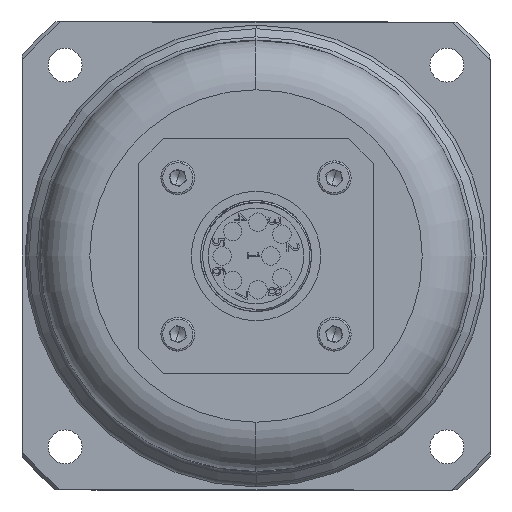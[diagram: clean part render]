
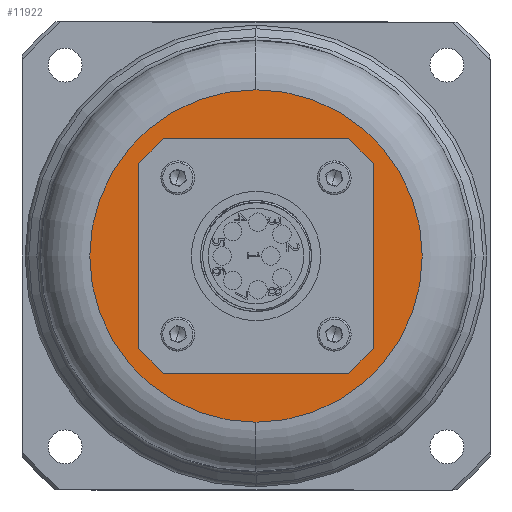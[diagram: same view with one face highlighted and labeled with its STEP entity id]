
A CAD part, left-side view. The second image highlights one B-rep face of the part: STEP entity #11922.
In plain terms, the highlighted planar face has unit normal (-1, 0, 0).
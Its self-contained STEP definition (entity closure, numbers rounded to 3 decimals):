
#2301 = EDGE_LOOP ( 'NONE', ( #25324, #9535 ) ) ;
#3074 = CARTESIAN_POINT ( 'NONE',  ( -139., 0., 0. ) ) ;
#3740 = AXIS2_PLACEMENT_3D ( 'NONE', #17101, #4307, #34203 ) ;
#4307 = DIRECTION ( 'NONE',  ( -1., 0., 0. ) ) ;
#4798 = EDGE_CURVE ( 'NONE', #17230, #42127, #46653, .T. ) ;
#5400 = CIRCLE ( 'NONE', #48854, 2.1 ) ;
#6161 = CARTESIAN_POINT ( 'NONE',  ( -139., -12.7, -14.8 ) ) ;
#6648 = CIRCLE ( 'NONE', #51330, 8.505 ) ;
#7776 = ORIENTED_EDGE ( 'NONE', *, *, #28166, .F. ) ;
#9160 = VERTEX_POINT ( 'NONE', #24501 ) ;
#9535 = ORIENTED_EDGE ( 'NONE', *, *, #11610, .T. ) ;
#10048 = DIRECTION ( 'NONE',  ( 0., 0., 1. ) ) ;
#10669 = DIRECTION ( 'NONE',  ( 0., 0., 1. ) ) ;
#11610 = EDGE_CURVE ( 'NONE', #72351, #31522, #43648, .T. ) ;
#11922 = ADVANCED_FACE ( 'NONE', ( #51422, #33876, #15256, #15638, #74424, #21071 ), #58037, .T. ) ;
#13599 = CARTESIAN_POINT ( 'NONE',  ( -139., 12.7, -14.8 ) ) ;
#13718 = VERTEX_POINT ( 'NONE', #70434 ) ;
#13920 = DIRECTION ( 'NONE',  ( 1., 0., 0. ) ) ;
#14293 = DIRECTION ( 'NONE',  ( 0., 0., 1. ) ) ;
#14469 = DIRECTION ( 'NONE',  ( 0., 0., 1. ) ) ;
#14706 = EDGE_CURVE ( 'NONE', #56641, #18232, #64772, .T. ) ;
#14880 = DIRECTION ( 'NONE',  ( 0., 0., 1. ) ) ;
#15256 = FACE_BOUND ( 'NONE', #16963, .T. ) ;
#15594 = DIRECTION ( 'NONE',  ( -1., 0., 0. ) ) ;
#15638 = FACE_BOUND ( 'NONE', #62951, .T. ) ;
#15727 = CARTESIAN_POINT ( 'NONE',  ( -139., 0., 0. ) ) ;
#16327 = DIRECTION ( 'NONE',  ( 0., 0., 1. ) ) ;
#16519 = ORIENTED_EDGE ( 'NONE', *, *, #54425, .F. ) ;
#16731 = DIRECTION ( 'NONE',  ( -1., 0., 0. ) ) ;
#16963 = EDGE_LOOP ( 'NONE', ( #16519, #49019 ) ) ;
#17101 = CARTESIAN_POINT ( 'NONE',  ( -139., -12.7, -12.7 ) ) ;
#17188 = EDGE_LOOP ( 'NONE', ( #56913, #37404 ) ) ;
#17230 = VERTEX_POINT ( 'NONE', #50816 ) ;
#18232 = VERTEX_POINT ( 'NONE', #6161 ) ;
#18333 = VERTEX_POINT ( 'NONE', #55044 ) ;
#19534 = AXIS2_PLACEMENT_3D ( 'NONE', #62120, #31771, #14293 ) ;
#19987 = EDGE_CURVE ( 'NONE', #18232, #56641, #37254, .T. ) ;
#20066 = DIRECTION ( 'NONE',  ( 0., 0., -1. ) ) ;
#20178 = EDGE_LOOP ( 'NONE', ( #61345, #64100 ) ) ;
#20365 = CARTESIAN_POINT ( 'NONE',  ( -139., -12.7, -10.6 ) ) ;
#20939 = DIRECTION ( 'NONE',  ( -1., 0., 0. ) ) ;
#21071 = FACE_OUTER_BOUND ( 'NONE', #17188, .T. ) ;
#21958 = EDGE_CURVE ( 'NONE', #42127, #17230, #58440, .T. ) ;
#23112 = CARTESIAN_POINT ( 'NONE',  ( -139., 12.7, -12.7 ) ) ;
#24501 = CARTESIAN_POINT ( 'NONE',  ( -139., 12.7, -10.6 ) ) ;
#25324 = ORIENTED_EDGE ( 'NONE', *, *, #47023, .T. ) ;
#25391 = VERTEX_POINT ( 'NONE', #58242 ) ;
#26595 = EDGE_CURVE ( 'NONE', #13718, #62564, #42561, .T. ) ;
#27364 = AXIS2_PLACEMENT_3D ( 'NONE', #48517, #30996, #48144 ) ;
#28166 = EDGE_CURVE ( 'NONE', #62564, #13718, #30276, .T. ) ;
#30276 = CIRCLE ( 'NONE', #58854, 2.1 ) ;
#30996 = DIRECTION ( 'NONE',  ( 1., 0., 0. ) ) ;
#31522 = VERTEX_POINT ( 'NONE', #36245 ) ;
#31771 = DIRECTION ( 'NONE',  ( -1., 0., 0. ) ) ;
#32406 = AXIS2_PLACEMENT_3D ( 'NONE', #15727, #13920, #10669 ) ;
#33681 = CARTESIAN_POINT ( 'NONE',  ( -139., -12.7, 12.7 ) ) ;
#33876 = FACE_BOUND ( 'NONE', #20178, .T. ) ;
#33898 = ORIENTED_EDGE ( 'NONE', *, *, #26595, .F. ) ;
#34203 = DIRECTION ( 'NONE',  ( 0., 0., 1. ) ) ;
#34449 = CARTESIAN_POINT ( 'NONE',  ( -139., 0., 27. ) ) ;
#36239 = AXIS2_PLACEMENT_3D ( 'NONE', #44806, #68189, #14880 ) ;
#36245 = CARTESIAN_POINT ( 'NONE',  ( -139., 0., 8.505 ) ) ;
#36704 = ORIENTED_EDGE ( 'NONE', *, *, #44712, .F. ) ;
#37254 = CIRCLE ( 'NONE', #3740, 2.1 ) ;
#37404 = ORIENTED_EDGE ( 'NONE', *, *, #21958, .F. ) ;
#37452 = CARTESIAN_POINT ( 'NONE',  ( -139., 12.7, 10.6 ) ) ;
#38078 = AXIS2_PLACEMENT_3D ( 'NONE', #75053, #20939, #10048 ) ;
#38715 = CARTESIAN_POINT ( 'NONE',  ( -139., 0., 0. ) ) ;
#39275 = ORIENTED_EDGE ( 'NONE', *, *, #63181, .F. ) ;
#39481 = DIRECTION ( 'NONE',  ( -1., 0., 0. ) ) ;
#39490 = DIRECTION ( 'NONE',  ( 1., 0., 0. ) ) ;
#39550 = DIRECTION ( 'NONE',  ( -1., 0., 0. ) ) ;
#40040 = AXIS2_PLACEMENT_3D ( 'NONE', #23112, #39481, #58162 ) ;
#42127 = VERTEX_POINT ( 'NONE', #34449 ) ;
#42561 = CIRCLE ( 'NONE', #61254, 2.1 ) ;
#43639 = AXIS2_PLACEMENT_3D ( 'NONE', #56059, #15594, #14469 ) ;
#43648 = CIRCLE ( 'NONE', #32406, 8.505 ) ;
#44712 = EDGE_CURVE ( 'NONE', #58241, #9160, #62462, .T. ) ;
#44806 = CARTESIAN_POINT ( 'NONE',  ( -139., 27., 0. ) ) ;
#45396 = CARTESIAN_POINT ( 'NONE',  ( -139., 0., -8.505 ) ) ;
#46653 = CIRCLE ( 'NONE', #55399, 27. ) ;
#47023 = EDGE_CURVE ( 'NONE', #31522, #72351, #6648, .T. ) ;
#48144 = DIRECTION ( 'NONE',  ( 0., 0., -1. ) ) ;
#48517 = CARTESIAN_POINT ( 'NONE',  ( -139., 0., 0. ) ) ;
#48854 = AXIS2_PLACEMENT_3D ( 'NONE', #33681, #39550, #63303 ) ;
#49019 = ORIENTED_EDGE ( 'NONE', *, *, #64039, .F. ) ;
#50816 = CARTESIAN_POINT ( 'NONE',  ( -139., 0., -27. ) ) ;
#51330 = AXIS2_PLACEMENT_3D ( 'NONE', #3074, #63340, #75415 ) ;
#51422 = FACE_BOUND ( 'NONE', #2301, .T. ) ;
#53861 = EDGE_LOOP ( 'NONE', ( #39275, #36704 ) ) ;
#54425 = EDGE_CURVE ( 'NONE', #25391, #18333, #5400, .T. ) ;
#55044 = CARTESIAN_POINT ( 'NONE',  ( -139., -12.7, 10.6 ) ) ;
#55399 = AXIS2_PLACEMENT_3D ( 'NONE', #38715, #39490, #20066 ) ;
#56059 = CARTESIAN_POINT ( 'NONE',  ( -139., -12.7, -12.7 ) ) ;
#56641 = VERTEX_POINT ( 'NONE', #20365 ) ;
#56792 = CIRCLE ( 'NONE', #19534, 2.1 ) ;
#56913 = ORIENTED_EDGE ( 'NONE', *, *, #4798, .F. ) ;
#58037 = PLANE ( 'NONE',  #36239 ) ;
#58162 = DIRECTION ( 'NONE',  ( 0., 0., 1. ) ) ;
#58241 = VERTEX_POINT ( 'NONE', #13599 ) ;
#58242 = CARTESIAN_POINT ( 'NONE',  ( -139., -12.7, 14.8 ) ) ;
#58440 = CIRCLE ( 'NONE', #27364, 27. ) ;
#58854 = AXIS2_PLACEMENT_3D ( 'NONE', #70876, #69735, #63907 ) ;
#61254 = AXIS2_PLACEMENT_3D ( 'NONE', #69662, #16731, #16327 ) ;
#61345 = ORIENTED_EDGE ( 'NONE', *, *, #14706, .F. ) ;
#62120 = CARTESIAN_POINT ( 'NONE',  ( -139., -12.7, 12.7 ) ) ;
#62462 = CIRCLE ( 'NONE', #40040, 2.1 ) ;
#62564 = VERTEX_POINT ( 'NONE', #37452 ) ;
#62951 = EDGE_LOOP ( 'NONE', ( #33898, #7776 ) ) ;
#63181 = EDGE_CURVE ( 'NONE', #9160, #58241, #71651, .T. ) ;
#63303 = DIRECTION ( 'NONE',  ( 0., 0., 1. ) ) ;
#63340 = DIRECTION ( 'NONE',  ( 1., 0., 0. ) ) ;
#63907 = DIRECTION ( 'NONE',  ( 0., 0., 1. ) ) ;
#64039 = EDGE_CURVE ( 'NONE', #18333, #25391, #56792, .T. ) ;
#64100 = ORIENTED_EDGE ( 'NONE', *, *, #19987, .F. ) ;
#64772 = CIRCLE ( 'NONE', #43639, 2.1 ) ;
#68189 = DIRECTION ( 'NONE',  ( -1., 0., 0. ) ) ;
#69662 = CARTESIAN_POINT ( 'NONE',  ( -139., 12.7, 12.7 ) ) ;
#69735 = DIRECTION ( 'NONE',  ( -1., 0., 0. ) ) ;
#70434 = CARTESIAN_POINT ( 'NONE',  ( -139., 12.7, 14.8 ) ) ;
#70876 = CARTESIAN_POINT ( 'NONE',  ( -139., 12.7, 12.7 ) ) ;
#71651 = CIRCLE ( 'NONE', #38078, 2.1 ) ;
#72351 = VERTEX_POINT ( 'NONE', #45396 ) ;
#74424 = FACE_BOUND ( 'NONE', #53861, .T. ) ;
#75053 = CARTESIAN_POINT ( 'NONE',  ( -139., 12.7, -12.7 ) ) ;
#75415 = DIRECTION ( 'NONE',  ( 0., 0., 1. ) ) ;
